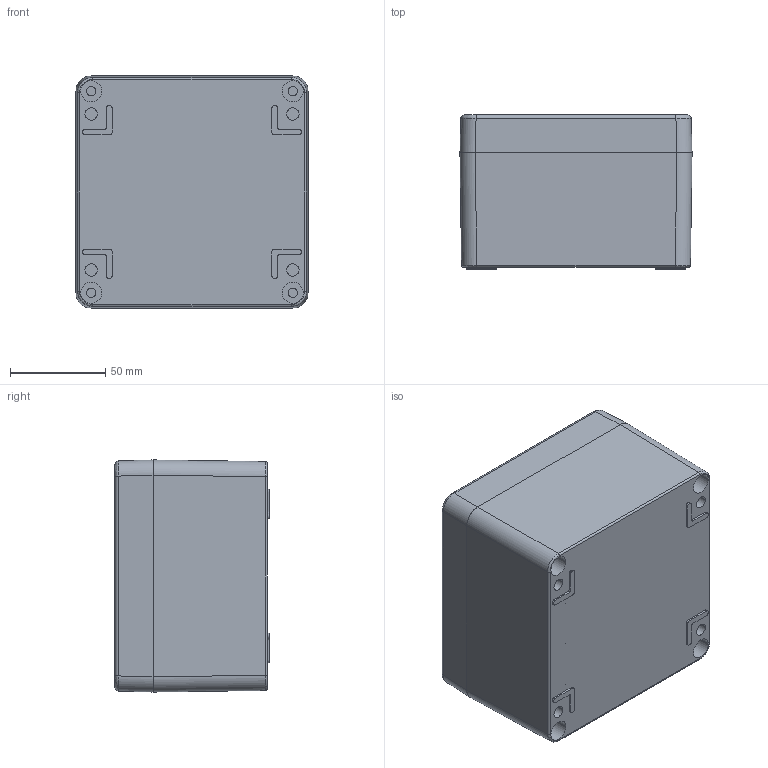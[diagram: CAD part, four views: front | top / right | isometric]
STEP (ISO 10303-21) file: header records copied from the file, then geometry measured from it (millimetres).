
FILE_DESCRIPTION((''),'2;1');
FILE_NAME('CA-210_ASM','2010-04-12T',('M.Fehring'),(''),'PRO/ENGINEER BY PARAMETRIC TECHNOLOGY CORPORATION, 2005070','PRO/ENGINEER BY PARAMETRIC TECHNOLOGY CORPORATION, 2005070','');
FILE_SCHEMA(('AUTOMOTIVE_DESIGN_CC2 { 1 2 10303 214 -1 1 5 2 }'));
Length unit declared in the file: millimetre
Products named in the file (8): CA-210_CA-215_UT_PRT; 9261018000; CA-210_CA-215_UT_ASM; CA-210_CA-220_DE_PRT; 9261116000; CA-210_CA-220_DE_ASM; 9261021000; CA-210_ASM
Assembly tree (13 placements, depth 3):
  CA-210_ASM
    CA-210_CA-215_UT_ASM
      CA-210_CA-215_UT_PRT
      9261018000  x4
    CA-210_CA-220_DE_ASM
      CA-210_CA-220_DE_PRT
      9261116000
    9261021000  x4
Bounding box: 122 x 81 x 122 mm (x, y, z)
Volume: 331185.6 mm3; surface area: 155908.4 mm2
Topology: 16 solids, 16 shells, 926 faces, 2450 edges, 1563 vertices
Faces by surface type: plane 423, cylinder 279, cone 169, bspline 32, torus 23
Entity records: 23731 total; most frequent: CARTESIAN_POINT 5766, ORIENTED_EDGE 2836, DIRECTION 2780, PRESENTATION_STYLE_ASSIGNMENT 1424, STYLED_ITEM 1424, CURVE_STYLE 1418, EDGE_CURVE 1418, AXIS2_PLACEMENT_3D 1036
